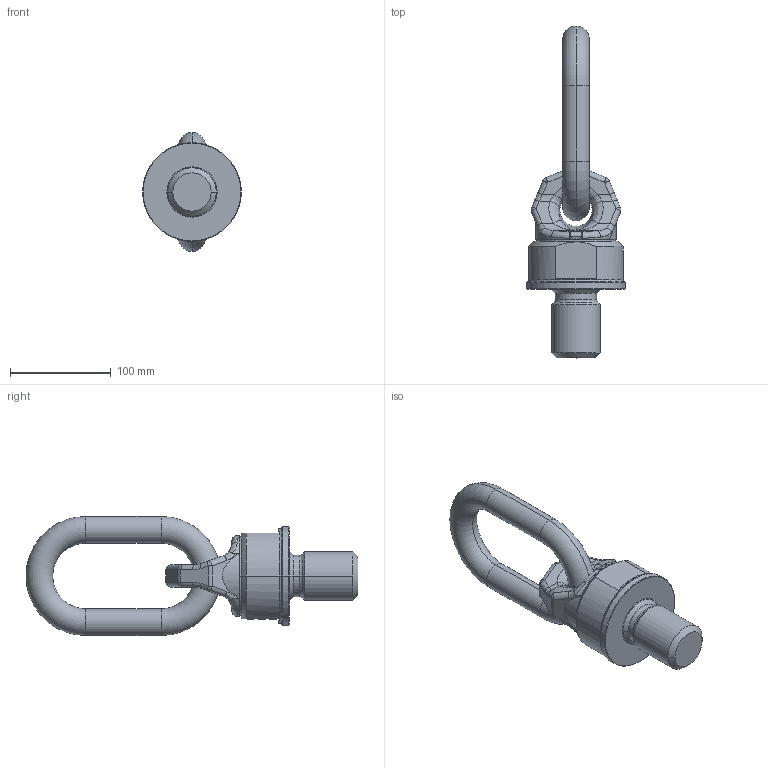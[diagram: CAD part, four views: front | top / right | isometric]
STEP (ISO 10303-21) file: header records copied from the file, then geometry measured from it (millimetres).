
FILE_DESCRIPTION((''),'2;1');
FILE_NAME('001-M33245-P98_ASM','2017-03-09T',('Roland.Jakubetz'),(''),'PRO/ENGINEER BY PARAMETRIC TECHNOLOGY CORPORATION, 2011490','PRO/ENGINEER BY PARAMETRIC TECHNOLOGY CORPORATION, 2011490','');
FILE_SCHEMA(('CONFIG_CONTROL_DESIGN'));
Length unit declared in the file: millimetre
Products named in the file (4): 001-M33245-P89; 001-M33245-P92; 001-M33245-P91; 001-M33245-P98_ASM
Assembly tree (3 placements, depth 2):
  001-M33245-P98_ASM
    001-M33245-P89
    001-M33245-P92
    001-M33245-P91
Bounding box: 98 x 329 x 118 mm (x, y, z)
Volume: 829148.9 mm3; surface area: 97259.3 mm2
Topology: 3 solids, 3 shells, 555 faces, 1477 edges, 946 vertices
Faces by surface type: plane 424, cylinder 49, bspline 40, cone 20, torus 14, sphere 8
Entity records: 18455 total; most frequent: CARTESIAN_POINT 4777, ORIENTED_EDGE 2954, DIRECTION 2591, EDGE_CURVE 1477, VECTOR 1235, LINE 1235, VERTEX_POINT 946, AXIS2_PLACEMENT_3D 678
